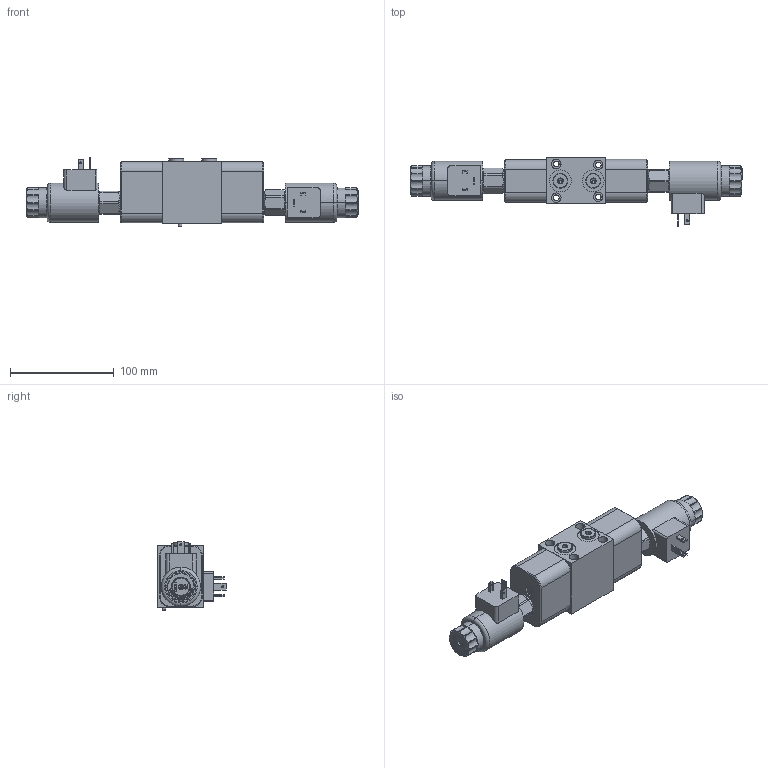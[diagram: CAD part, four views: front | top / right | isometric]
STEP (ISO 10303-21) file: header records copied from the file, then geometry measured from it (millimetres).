
FILE_DESCRIPTION((''),'2;1');
FILE_NAME('FMDBMCN224-U7M_ASM','2019-05-03T',('ProEService'),(''),'PRO/ENGINEER BY PARAMETRIC TECHNOLOGY CORPORATION, 2014200','PRO/ENGINEER BY PARAMETRIC TECHNOLOGY CORPORATION, 2014200','');
FILE_SCHEMA(('CONFIG_CONTROL_DESIGN'));
Length unit declared in the file: inch
Products named in the file (7): 172-957-001; A330-006-004; FMDBMCN224; A330-006-002; 500-001-012; 811-001-006; FMDBMCN224-U7M_ASM
Assembly tree (12 placements, depth 2):
  FMDBMCN224-U7M_ASM
    172-957-001
    A330-006-004  x2
    FMDBMCN224  x2
    A330-006-002  x2
    500-001-012  x4
    811-001-006
Bounding box: 320.5 x 65.91 x 66.57 mm (x, y, z)
Volume: 465089.3 mm3; surface area: 105268 mm2
Topology: 20 solids, 22 shells, 2271 faces, 6152 edges, 4238 vertices
Faces by surface type: plane 1432, cylinder 437, cone 219, torus 132, revolution 36, bspline 8, sphere 7
Entity records: 44694 total; most frequent: CARTESIAN_POINT 12505, DIRECTION 6516, ORIENTED_EDGE 6346, EDGE_CURVE 3173, VECTOR 2532, LINE 2532, VERTEX_POINT 2036, AXIS2_PLACEMENT_3D 1985
